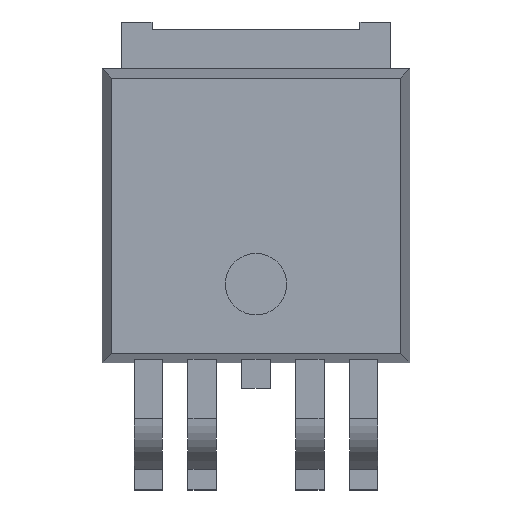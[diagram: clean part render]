
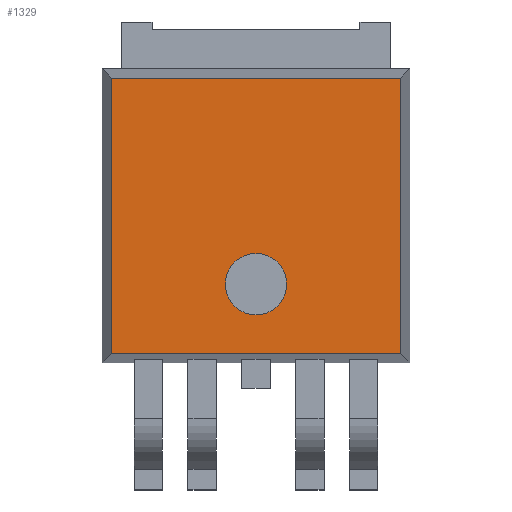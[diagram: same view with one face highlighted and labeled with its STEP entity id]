
A CAD part, top view. The second image highlights one B-rep face of the part: STEP entity #1329.
In plain terms, the highlighted planar face has unit normal (0, 0, 1).
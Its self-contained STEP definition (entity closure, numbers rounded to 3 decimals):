
#403 = VERTEX_POINT('',#404);
#404 = CARTESIAN_POINT('',(3.05,2.49,2.3));
#410 = EDGE_CURVE('',#403,#411,#413,.T.);
#411 = VERTEX_POINT('',#412);
#412 = CARTESIAN_POINT('',(-3.05,2.49,2.3));
#413 = LINE('',#414,#415);
#414 = CARTESIAN_POINT('',(0.,2.49,2.3));
#415 = VECTOR('',#416,1.);
#416 = DIRECTION('',(-1.,0.,0.));
#1303 = EDGE_CURVE('',#411,#1304,#1306,.T.);
#1304 = VERTEX_POINT('',#1305);
#1305 = CARTESIAN_POINT('',(-3.05,8.31,2.3));
#1306 = LINE('',#1307,#1308);
#1307 = CARTESIAN_POINT('',(-3.05,5.4,2.3));
#1308 = VECTOR('',#1309,1.);
#1309 = DIRECTION('',(0.,1.,0.));
#1329 = ADVANCED_FACE('',(#1330,#1348),#1368,.T.);
#1330 = FACE_BOUND('',#1331,.T.);
#1331 = EDGE_LOOP('',(#1332,#1333,#1341,#1347));
#1332 = ORIENTED_EDGE('',*,*,#410,.F.);
#1333 = ORIENTED_EDGE('',*,*,#1334,.F.);
#1334 = EDGE_CURVE('',#1335,#403,#1337,.T.);
#1335 = VERTEX_POINT('',#1336);
#1336 = CARTESIAN_POINT('',(3.05,8.31,2.3));
#1337 = LINE('',#1338,#1339);
#1338 = CARTESIAN_POINT('',(3.05,5.4,2.3));
#1339 = VECTOR('',#1340,1.);
#1340 = DIRECTION('',(0.,-1.,0.));
#1341 = ORIENTED_EDGE('',*,*,#1342,.F.);
#1342 = EDGE_CURVE('',#1304,#1335,#1343,.T.);
#1343 = LINE('',#1344,#1345);
#1344 = CARTESIAN_POINT('',(0.,8.31,2.3));
#1345 = VECTOR('',#1346,1.);
#1346 = DIRECTION('',(1.,0.,0.));
#1347 = ORIENTED_EDGE('',*,*,#1303,.F.);
#1348 = FACE_BOUND('',#1349,.T.);
#1349 = EDGE_LOOP('',(#1350,#1361));
#1350 = ORIENTED_EDGE('',*,*,#1351,.T.);
#1351 = EDGE_CURVE('',#1352,#1354,#1356,.T.);
#1352 = VERTEX_POINT('',#1353);
#1353 = CARTESIAN_POINT('',(-0.65,3.95,2.3));
#1354 = VERTEX_POINT('',#1355);
#1355 = CARTESIAN_POINT('',(0.65,3.95,2.3));
#1356 = CIRCLE('',#1357,0.65);
#1357 = AXIS2_PLACEMENT_3D('',#1358,#1359,#1360);
#1358 = CARTESIAN_POINT('',(0.,3.95,2.3));
#1359 = DIRECTION('',(0.,0.,-1.));
#1360 = DIRECTION('',(-1.,0.,0.));
#1361 = ORIENTED_EDGE('',*,*,#1362,.T.);
#1362 = EDGE_CURVE('',#1354,#1352,#1363,.T.);
#1363 = CIRCLE('',#1364,0.65);
#1364 = AXIS2_PLACEMENT_3D('',#1365,#1366,#1367);
#1365 = CARTESIAN_POINT('',(0.,3.95,2.3));
#1366 = DIRECTION('',(0.,0.,-1.));
#1367 = DIRECTION('',(-1.,0.,0.));
#1368 = PLANE('',#1369);
#1369 = AXIS2_PLACEMENT_3D('',#1370,#1371,#1372);
#1370 = CARTESIAN_POINT('',(0.,5.4,2.3));
#1371 = DIRECTION('',(0.,0.,1.));
#1372 = DIRECTION('',(1.,0.,0.));
